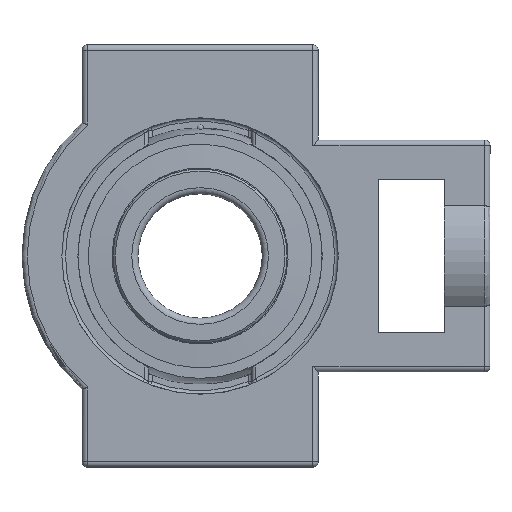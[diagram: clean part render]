
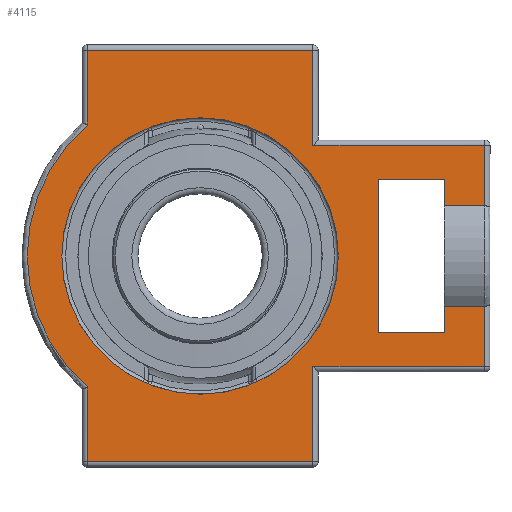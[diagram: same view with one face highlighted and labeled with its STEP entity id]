
A CAD part, left-side view. The second image highlights one B-rep face of the part: STEP entity #4115.
In plain terms, the highlighted face is planar.
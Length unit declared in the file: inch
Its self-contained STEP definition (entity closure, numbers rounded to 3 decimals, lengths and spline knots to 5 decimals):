
#956=VECTOR('',#4821,1.);
#990=VECTOR('',#4972,1.);
#991=VECTOR('',#4975,1.);
#994=VECTOR('',#4985,1.);
#995=VECTOR('',#4990,1.);
#997=VECTOR('',#4999,1.);
#1002=VECTOR('',#5010,1.);
#1006=VECTOR('',#5020,1.);
#1009=VECTOR('',#5029,1.);
#1014=VECTOR('',#5040,1.);
#1021=VECTOR('',#5054,1.);
#1022=VECTOR('',#5055,1.);
#1023=VECTOR('',#5056,1.);
#1024=VECTOR('',#5057,1.);
#1025=VECTOR('',#5058,1.);
#1026=VECTOR('',#5059,1.);
#1178=LINE('',#6193,#956);
#1212=LINE('',#6388,#990);
#1213=LINE('',#6405,#991);
#1216=LINE('',#6413,#994);
#1217=LINE('',#6417,#995);
#1219=LINE('',#6439,#997);
#1224=LINE('',#6449,#1002);
#1228=LINE('',#6458,#1006);
#1231=LINE('',#6466,#1009);
#1236=LINE('',#6493,#1014);
#1243=LINE('',#6526,#1021);
#1244=LINE('',#6528,#1022);
#1245=LINE('',#6530,#1023);
#1246=LINE('',#6532,#1024);
#1247=LINE('',#6534,#1025);
#1248=LINE('',#6537,#1026);
#1485=PLANE('',#4432);
#1584=VERTEX_POINT('',#6158);
#1587=VERTEX_POINT('',#6167);
#1589=VERTEX_POINT('',#6172);
#1593=VERTEX_POINT('',#6181);
#1595=VERTEX_POINT('',#6186);
#1598=VERTEX_POINT('',#6194);
#1599=VERTEX_POINT('',#6198);
#1602=VERTEX_POINT('',#6205);
#1644=VERTEX_POINT('',#6389);
#1646=VERTEX_POINT('',#6414);
#1647=VERTEX_POINT('',#6418);
#1655=VERTEX_POINT('',#6467);
#1660=VERTEX_POINT('',#6494);
#1667=VERTEX_POINT('',#6527);
#1668=VERTEX_POINT('',#6529);
#1669=VERTEX_POINT('',#6531);
#1670=VERTEX_POINT('',#6533);
#1671=VERTEX_POINT('',#6535);
#1672=VERTEX_POINT('',#6536);
#1901=CIRCLE('',#4325,1.31402);
#1952=CIRCLE('',#4429,1.64291);
#2111=EDGE_CURVE('',#1584,#1584,#1901,.T.);
#2125=EDGE_CURVE('',#1595,#1598,#1178,.T.);
#2196=EDGE_CURVE('',#1602,#1644,#1212,.T.);
#2198=EDGE_CURVE('',#1598,#1602,#1213,.T.);
#2203=EDGE_CURVE('',#1599,#1646,#1216,.T.);
#2205=EDGE_CURVE('',#1647,#1599,#1217,.T.);
#2210=EDGE_CURVE('',#1646,#1593,#1219,.T.);
#2216=EDGE_CURVE('',#1589,#1595,#1224,.T.);
#2221=EDGE_CURVE('',#1593,#1587,#1228,.T.);
#2225=EDGE_CURVE('',#1655,#1589,#1231,.T.);
#2232=EDGE_CURVE('',#1587,#1660,#1236,.T.);
#2234=EDGE_CURVE('',#1660,#1655,#1952,.T.);
#2243=EDGE_CURVE('',#1647,#1667,#1243,.T.);
#2244=EDGE_CURVE('',#1668,#1667,#1244,.T.);
#2245=EDGE_CURVE('',#1669,#1668,#1245,.T.);
#2246=EDGE_CURVE('',#1670,#1669,#1246,.T.);
#2247=EDGE_CURVE('',#1671,#1670,#1247,.T.);
#2248=EDGE_CURVE('',#1672,#1671,#1244,.T.);
#2249=EDGE_CURVE('',#1672,#1644,#1248,.T.);
#2873=ORIENTED_EDGE('',*,*,#2196,.F.);
#2874=ORIENTED_EDGE('',*,*,#2198,.F.);
#2875=ORIENTED_EDGE('',*,*,#2125,.F.);
#2876=ORIENTED_EDGE('',*,*,#2216,.F.);
#2877=ORIENTED_EDGE('',*,*,#2225,.F.);
#2878=ORIENTED_EDGE('',*,*,#2234,.F.);
#2879=ORIENTED_EDGE('',*,*,#2232,.F.);
#2880=ORIENTED_EDGE('',*,*,#2221,.F.);
#2881=ORIENTED_EDGE('',*,*,#2210,.F.);
#2882=ORIENTED_EDGE('',*,*,#2203,.F.);
#2883=ORIENTED_EDGE('',*,*,#2205,.F.);
#2884=ORIENTED_EDGE('',*,*,#2243,.T.);
#2885=ORIENTED_EDGE('',*,*,#2244,.F.);
#2886=ORIENTED_EDGE('',*,*,#2245,.F.);
#2887=ORIENTED_EDGE('',*,*,#2246,.F.);
#2888=ORIENTED_EDGE('',*,*,#2247,.F.);
#2889=ORIENTED_EDGE('',*,*,#2248,.F.);
#2890=ORIENTED_EDGE('',*,*,#2249,.T.);
#2891=ORIENTED_EDGE('',*,*,#2111,.T.);
#3590=EDGE_LOOP('',(#2873,#2874,#2875,#2876,#2877,#2878,#2879,#2880,#2881,
#2882,#2883,#2884,#2885,#2886,#2887,#2888,#2889,#2890));
#3591=EDGE_LOOP('',(#2891));
#3852=FACE_BOUND('',#3590,.T.);
#3853=FACE_BOUND('',#3591,.T.);
#4115=ADVANCED_FACE('',(#3852,#3853),#1485,.T.);
#4325=AXIS2_PLACEMENT_3D('',#6157,#4781,#4782);
#4429=AXIS2_PLACEMENT_3D('',#6510,#5042,#5043);
#4432=AXIS2_PLACEMENT_3D('',#6525,#5053,$);
#4781=DIRECTION('',(0.,0.,-1.));
#4782=DIRECTION('',(0.,1.314,0.));
#4821=DIRECTION('',(-1.,0.,0.));
#4972=DIRECTION('',(-1.,0.,0.));
#4975=DIRECTION('',(0.,-1.,0.));
#4985=DIRECTION('',(0.,1.,0.));
#4990=DIRECTION('',(-1.,0.,0.));
#4999=DIRECTION('',(-1.,0.,0.));
#5010=DIRECTION('',(0.,-1.,0.));
#5020=DIRECTION('',(0.,1.,0.));
#5029=DIRECTION('',(1.,0.,0.));
#5040=DIRECTION('',(1.,0.,0.));
#5042=DIRECTION('',(0.,0.,-1.));
#5043=DIRECTION('',(0.,1.643,0.));
#5053=DIRECTION('',(0.,0.,1.));
#5054=DIRECTION('',(0.,1.,0.));
#5055=DIRECTION('',(1.,0.,0.));
#5056=DIRECTION('',(0.,-1.,0.));
#5057=DIRECTION('',(-1.,0.,0.));
#5058=DIRECTION('',(0.,1.,0.));
#5059=DIRECTION('',(0.,-1.,0.));
#6157=CARTESIAN_POINT('',(0.,0.,0.55118));
#6158=CARTESIAN_POINT('',(0.,1.31402,0.55118));
#6167=CARTESIAN_POINT('',(-1.95787,1.07205,0.55118));
#6172=CARTESIAN_POINT('',(1.95787,1.07205,0.55118));
#6181=CARTESIAN_POINT('',(-1.95787,-1.07205,0.55118));
#6186=CARTESIAN_POINT('',(1.95787,-1.07205,0.55118));
#6193=CARTESIAN_POINT('',(0.36633,-1.07205,0.55118));
#6194=CARTESIAN_POINT('',(1.05236,-1.07205,0.55118));
#6198=CARTESIAN_POINT('',(-1.05236,-2.70591,0.55118));
#6205=CARTESIAN_POINT('',(1.05236,-2.70591,0.55118));
#6388=CARTESIAN_POINT('',(-0.68682,-2.70591,0.55118));
#6389=CARTESIAN_POINT('',(0.47612,-2.70591,0.55118));
#6405=CARTESIAN_POINT('',(1.05236,-1.31135,0.55118));
#6413=CARTESIAN_POINT('',(-1.05236,-1.31135,0.55118));
#6414=CARTESIAN_POINT('',(-1.05236,-1.07205,0.55118));
#6417=CARTESIAN_POINT('',(-0.68682,-2.70591,0.55118));
#6418=CARTESIAN_POINT('',(-0.47612,-2.70591,0.55118));
#6439=CARTESIAN_POINT('',(-1.18879,-1.07205,0.55118));
#6449=CARTESIAN_POINT('',(1.95787,-0.34187,0.55118));
#6458=CARTESIAN_POINT('',(-1.95787,-0.34187,0.55118));
#6466=CARTESIAN_POINT('',(0.40766,1.07205,0.55118));
#6467=CARTESIAN_POINT('',(1.24494,1.07205,0.55118));
#6493=CARTESIAN_POINT('',(-1.23011,1.07205,0.55118));
#6494=CARTESIAN_POINT('',(-1.24494,1.07205,0.55118));
#6510=CARTESIAN_POINT('',(0.,0.,0.55118));
#6525=CARTESIAN_POINT('',(-0.82246,-0.68373,0.55118));
#6526=CARTESIAN_POINT('',(-0.47612,-2.53937,0.55118));
#6527=CARTESIAN_POINT('',(-0.47612,-2.32283,0.55118));
#6528=CARTESIAN_POINT('',(-0.72835,-2.32283,0.55118));
#6529=CARTESIAN_POINT('',(-0.72835,-2.32283,0.55118));
#6530=CARTESIAN_POINT('',(-0.72835,-1.69291,0.55118));
#6531=CARTESIAN_POINT('',(-0.72835,-1.69291,0.55118));
#6532=CARTESIAN_POINT('',(0.,-1.69291,0.55118));
#6533=CARTESIAN_POINT('',(0.72835,-1.69291,0.55118));
#6534=CARTESIAN_POINT('',(0.72835,-1.69291,0.55118));
#6535=CARTESIAN_POINT('',(0.72835,-2.32283,0.55118));
#6536=CARTESIAN_POINT('',(0.47612,-2.32283,0.55118));
#6537=CARTESIAN_POINT('',(0.47612,-2.53937,0.55118));
